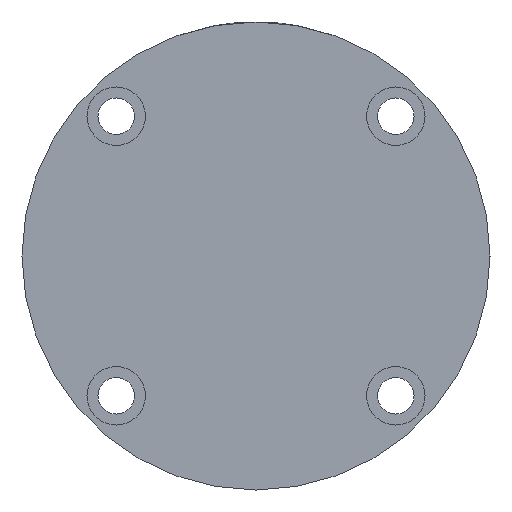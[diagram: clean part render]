
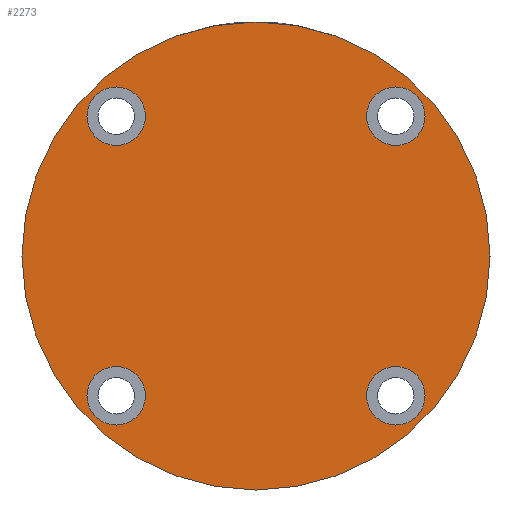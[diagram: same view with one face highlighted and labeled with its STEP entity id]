
A CAD part, left-side view. The second image highlights one B-rep face of the part: STEP entity #2273.
In plain terms, the highlighted face is planar.
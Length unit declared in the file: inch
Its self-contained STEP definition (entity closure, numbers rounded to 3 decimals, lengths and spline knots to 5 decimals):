
#30 = CIRCLE ( 'NONE', #2482, 1. ) ;
#47 = AXIS2_PLACEMENT_3D ( 'NONE', #1211, #3657, #1573 ) ;
#165 = DIRECTION ( 'NONE',  ( 0., 0., 1. ) ) ;
#310 = CARTESIAN_POINT ( 'NONE',  ( -0.59751, 0.5, -0.47251 ) ) ;
#413 = CARTESIAN_POINT ( 'NONE',  ( 0.59751, 0.5, 0.59751 ) ) ;
#498 = ORIENTED_EDGE ( 'NONE', *, *, #1861, .F. ) ;
#541 = EDGE_CURVE ( 'NONE', #2258, #2496, #2574, .T. ) ;
#544 = CARTESIAN_POINT ( 'NONE',  ( 0., 0.5, 0. ) ) ;
#652 = CARTESIAN_POINT ( 'NONE',  ( -0.59751, 0.5, 0.72251 ) ) ;
#731 = DIRECTION ( 'NONE',  ( 0., 1., 0. ) ) ;
#751 = FACE_OUTER_BOUND ( 'NONE', #1882, .T. ) ;
#769 = DIRECTION ( 'NONE',  ( 0., 0., 1. ) ) ;
#810 = CARTESIAN_POINT ( 'NONE',  ( -0.59751, 0.5, -0.59751 ) ) ;
#848 = AXIS2_PLACEMENT_3D ( 'NONE', #544, #3020, #915 ) ;
#915 = DIRECTION ( 'NONE',  ( 0., 0., 1. ) ) ;
#951 = EDGE_CURVE ( 'NONE', #3139, #3913, #3123, .T. ) ;
#980 = AXIS2_PLACEMENT_3D ( 'NONE', #4149, #2077, #4493 ) ;
#1019 = CARTESIAN_POINT ( 'NONE',  ( 0., 0.5, 0. ) ) ;
#1032 = CARTESIAN_POINT ( 'NONE',  ( 0., 0.5, -1. ) ) ;
#1073 = AXIS2_PLACEMENT_3D ( 'NONE', #4399, #2315, #165 ) ;
#1125 = DIRECTION ( 'NONE',  ( 0., 1., 0. ) ) ;
#1191 = DIRECTION ( 'NONE',  ( 0., 0., 1. ) ) ;
#1211 = CARTESIAN_POINT ( 'NONE',  ( 0.59751, 0.5, -0.59751 ) ) ;
#1258 = ORIENTED_EDGE ( 'NONE', *, *, #2127, .F. ) ;
#1334 = CARTESIAN_POINT ( 'NONE',  ( 0.59751, 0.5, 0.59751 ) ) ;
#1376 = DIRECTION ( 'NONE',  ( 0., 0., 1. ) ) ;
#1531 = AXIS2_PLACEMENT_3D ( 'NONE', #3214, #1125, #3562 ) ;
#1573 = DIRECTION ( 'NONE',  ( 0., 0., 1. ) ) ;
#1580 = CARTESIAN_POINT ( 'NONE',  ( 0.59751, 0.5, 0.47251 ) ) ;
#1685 = EDGE_LOOP ( 'NONE', ( #2955, #3837 ) ) ;
#1698 = DIRECTION ( 'NONE',  ( 0., 0., 1. ) ) ;
#1703 = EDGE_CURVE ( 'NONE', #3051, #4414, #3916, .T. ) ;
#1740 = FACE_BOUND ( 'NONE', #2847, .T. ) ;
#1748 = CIRCLE ( 'NONE', #4296, 0.125 ) ;
#1761 = PLANE ( 'NONE',  #4117 ) ;
#1861 = EDGE_CURVE ( 'NONE', #4414, #3051, #1748, .T. ) ;
#1882 = EDGE_LOOP ( 'NONE', ( #3493, #2813 ) ) ;
#2077 = DIRECTION ( 'NONE',  ( 0., 1., 0. ) ) ;
#2109 = DIRECTION ( 'NONE',  ( 0., 0., -1. ) ) ;
#2119 = CARTESIAN_POINT ( 'NONE',  ( 0.59751, 0.5, -0.72251 ) ) ;
#2123 = ORIENTED_EDGE ( 'NONE', *, *, #2387, .F. ) ;
#2127 = EDGE_CURVE ( 'NONE', #2496, #2258, #3079, .T. ) ;
#2234 = EDGE_CURVE ( 'NONE', #3601, #3888, #30, .T. ) ;
#2258 = VERTEX_POINT ( 'NONE', #652 ) ;
#2273 = ADVANCED_FACE ( 'PLANAR_0', ( #2763, #4506, #2631, #1740, #751 ), #1761, .F. ) ;
#2315 = DIRECTION ( 'NONE',  ( 0., 1., 0. ) ) ;
#2387 = EDGE_CURVE ( 'NONE', #2865, #2530, #2826, .T. ) ;
#2397 = AXIS2_PLACEMENT_3D ( 'NONE', #2858, #731, #3208 ) ;
#2414 = CARTESIAN_POINT ( 'NONE',  ( 0., 0.5, 1. ) ) ;
#2422 = AXIS2_PLACEMENT_3D ( 'NONE', #413, #2892, #769 ) ;
#2451 = CARTESIAN_POINT ( 'NONE',  ( -0.59751, 0.5, 0.47251 ) ) ;
#2482 = AXIS2_PLACEMENT_3D ( 'NONE', #1019, #3459, #1376 ) ;
#2496 = VERTEX_POINT ( 'NONE', #2451 ) ;
#2530 = VERTEX_POINT ( 'NONE', #2119 ) ;
#2573 = EDGE_LOOP ( 'NONE', ( #498, #2802 ) ) ;
#2574 = CIRCLE ( 'NONE', #2397, 0.125 ) ;
#2631 = FACE_BOUND ( 'NONE', #2573, .T. ) ;
#2763 = FACE_BOUND ( 'NONE', #1685, .T. ) ;
#2802 = ORIENTED_EDGE ( 'NONE', *, *, #1703, .F. ) ;
#2811 = CARTESIAN_POINT ( 'NONE',  ( 0.59751, 0.5, -0.47251 ) ) ;
#2813 = ORIENTED_EDGE ( 'NONE', *, *, #3124, .T. ) ;
#2826 = CIRCLE ( 'NONE', #980, 0.125 ) ;
#2847 = EDGE_LOOP ( 'NONE', ( #3744, #1258 ) ) ;
#2858 = CARTESIAN_POINT ( 'NONE',  ( -0.59751, 0.5, 0.59751 ) ) ;
#2865 = VERTEX_POINT ( 'NONE', #2811 ) ;
#2867 = ORIENTED_EDGE ( 'NONE', *, *, #4033, .F. ) ;
#2892 = DIRECTION ( 'NONE',  ( 0., 1., 0. ) ) ;
#2955 = ORIENTED_EDGE ( 'NONE', *, *, #3409, .F. ) ;
#3020 = DIRECTION ( 'NONE',  ( 0., 1., 0. ) ) ;
#3051 = VERTEX_POINT ( 'NONE', #1580 ) ;
#3079 = CIRCLE ( 'NONE', #1073, 0.125 ) ;
#3123 = CIRCLE ( 'NONE', #1531, 0.125 ) ;
#3124 = EDGE_CURVE ( 'NONE', #3888, #3601, #3165, .T. ) ;
#3135 = AXIS2_PLACEMENT_3D ( 'NONE', #810, #3280, #1191 ) ;
#3139 = VERTEX_POINT ( 'NONE', #3363 ) ;
#3165 = CIRCLE ( 'NONE', #848, 1. ) ;
#3208 = DIRECTION ( 'NONE',  ( 0., 0., 1. ) ) ;
#3214 = CARTESIAN_POINT ( 'NONE',  ( -0.59751, 0.5, -0.59751 ) ) ;
#3280 = DIRECTION ( 'NONE',  ( 0., 1., 0. ) ) ;
#3363 = CARTESIAN_POINT ( 'NONE',  ( -0.59751, 0.5, -0.72251 ) ) ;
#3409 = EDGE_CURVE ( 'NONE', #3913, #3139, #4533, .T. ) ;
#3459 = DIRECTION ( 'NONE',  ( 0., 1., 0. ) ) ;
#3493 = ORIENTED_EDGE ( 'NONE', *, *, #2234, .T. ) ;
#3562 = DIRECTION ( 'NONE',  ( 0., 0., 1. ) ) ;
#3601 = VERTEX_POINT ( 'NONE', #2414 ) ;
#3605 = EDGE_LOOP ( 'NONE', ( #2123, #2867 ) ) ;
#3657 = DIRECTION ( 'NONE',  ( 0., 1., 0. ) ) ;
#3744 = ORIENTED_EDGE ( 'NONE', *, *, #541, .F. ) ;
#3779 = DIRECTION ( 'NONE',  ( 0., 1., 0. ) ) ;
#3837 = ORIENTED_EDGE ( 'NONE', *, *, #951, .F. ) ;
#3840 = CARTESIAN_POINT ( 'NONE',  ( 0., 0.5, 0. ) ) ;
#3888 = VERTEX_POINT ( 'NONE', #1032 ) ;
#3913 = VERTEX_POINT ( 'NONE', #310 ) ;
#3916 = CIRCLE ( 'NONE', #2422, 0.125 ) ;
#3969 = CARTESIAN_POINT ( 'NONE',  ( 0.59751, 0.5, 0.72251 ) ) ;
#4033 = EDGE_CURVE ( 'NONE', #2530, #2865, #4092, .T. ) ;
#4092 = CIRCLE ( 'NONE', #47, 0.125 ) ;
#4117 = AXIS2_PLACEMENT_3D ( 'NONE', #3840, #4186, #2109 ) ;
#4149 = CARTESIAN_POINT ( 'NONE',  ( 0.59751, 0.5, -0.59751 ) ) ;
#4186 = DIRECTION ( 'NONE',  ( 0., -1., 0. ) ) ;
#4296 = AXIS2_PLACEMENT_3D ( 'NONE', #1334, #3779, #1698 ) ;
#4399 = CARTESIAN_POINT ( 'NONE',  ( -0.59751, 0.5, 0.59751 ) ) ;
#4414 = VERTEX_POINT ( 'NONE', #3969 ) ;
#4493 = DIRECTION ( 'NONE',  ( 0., 0., 1. ) ) ;
#4506 = FACE_BOUND ( 'NONE', #3605, .T. ) ;
#4533 = CIRCLE ( 'NONE', #3135, 0.125 ) ;
